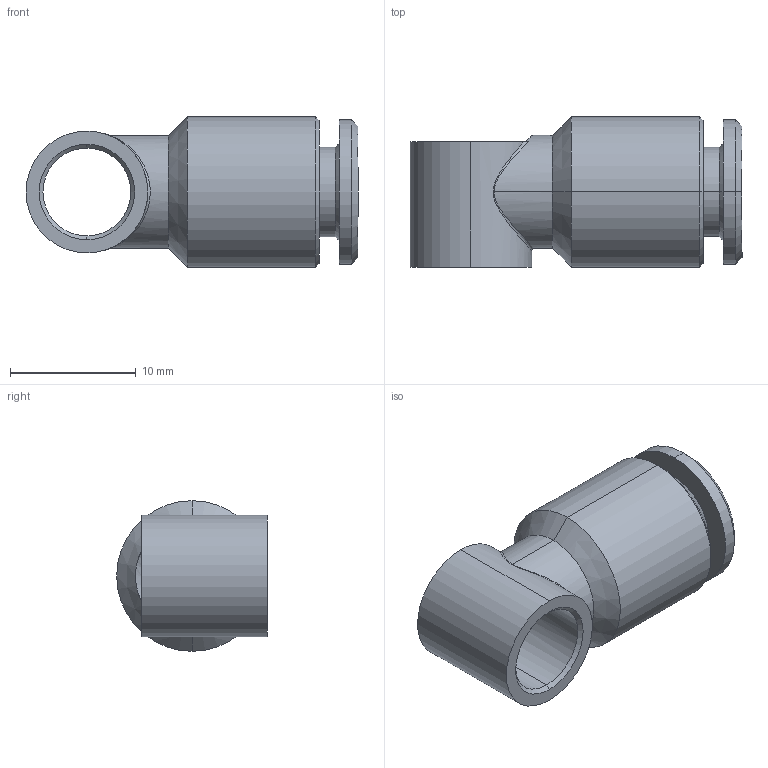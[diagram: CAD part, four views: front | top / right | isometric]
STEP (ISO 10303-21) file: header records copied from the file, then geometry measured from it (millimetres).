
FILE_DESCRIPTION (( 'STEP AP203' ), '1' );
FILE_NAME ('B0180039.STEP', '2011-04-18T09:16:50', ( '' ), ( 'sopra-pneumatic' ), 'SwSTEP 2.0', 'SolidWorks 2009', '' );
FILE_SCHEMA (( 'CONFIG_CONTROL_DESIGN' ));
Length unit declared in the file: millimetre
Products named in the file (1): B0180039
Bounding box: 26.45 x 12 x 12 mm (x, y, z)
Volume: 1525.1 mm3; surface area: 1693.3 mm2
Topology: 1 solids, 1 shells, 41 faces, 94 edges, 58 vertices
Faces by surface type: cylinder 18, cone 14, plane 8, bspline 1
Entity records: 2206 total; most frequent: CARTESIAN_POINT 1175, DIRECTION 213, ORIENTED_EDGE 188, EDGE_CURVE 94, AXIS2_PLACEMENT_3D 88, VERTEX_POINT 58, EDGE_LOOP 48, CIRCLE 47
